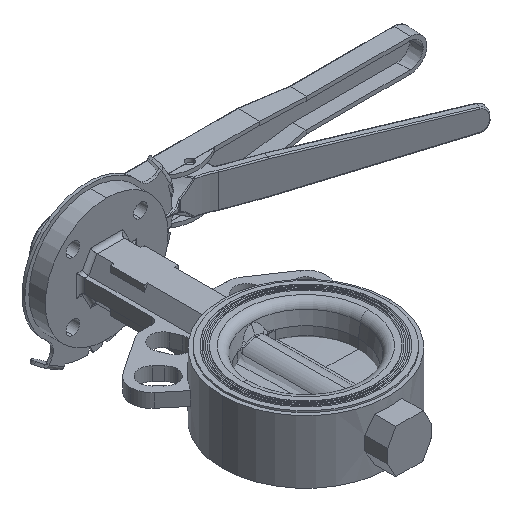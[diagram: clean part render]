
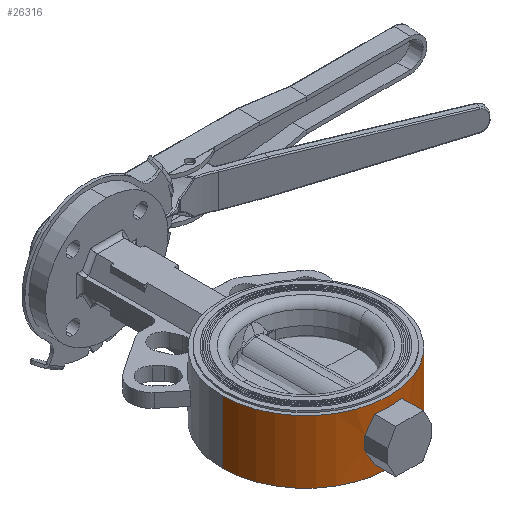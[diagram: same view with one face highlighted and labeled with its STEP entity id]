
A CAD part, isometric view. The second image highlights one B-rep face of the part: STEP entity #26316.
In plain terms, the highlighted cylindrical face has radius 61.25 mm (diameter 122.5 mm), a partial arc.
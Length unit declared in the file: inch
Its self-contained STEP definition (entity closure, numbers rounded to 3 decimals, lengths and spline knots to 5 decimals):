
#261 = ORIENTED_EDGE ( 'NONE', *, *, #11844, .F. ) ;
#601 = CARTESIAN_POINT ( 'NONE',  ( 2.69543, 0.3848, 3.3972 ) ) ;
#954 = DIRECTION ( 'NONE',  ( -1., 0., 0. ) ) ;
#1128 = VERTEX_POINT ( 'NONE', #14300 ) ;
#1377 = EDGE_CURVE ( 'NONE', #6077, #1128, #17571, .T. ) ;
#1584 = EDGE_CURVE ( 'NONE', #12987, #25607, #31751, .T. ) ;
#2628 = AXIS2_PLACEMENT_3D ( 'NONE', #3489, #11083, #954 ) ;
#3041 = CARTESIAN_POINT ( 'NONE',  ( 2.53878, 0.3466, 3.6844 ) ) ;
#3373 = DIRECTION ( 'NONE',  ( 0., 0., -1. ) ) ;
#3489 = CARTESIAN_POINT ( 'NONE',  ( 2.06551, 2.71249, 4.02712 ) ) ;
#3812 = CARTESIAN_POINT ( 'NONE',  ( 2.45921, 0.33343, 2.57043 ) ) ;
#3833 = EDGE_CURVE ( 'NONE', #13384, #1128, #5844, .T. ) ;
#3992 = CARTESIAN_POINT ( 'NONE',  ( 1.43559, 0.3848, 3.0035 ) ) ;
#4308 = DIRECTION ( 'NONE',  ( -1., 0., 0. ) ) ;
#4766 = VERTEX_POINT ( 'NONE', #18082 ) ;
#4813 = ORIENTED_EDGE ( 'NONE', *, *, #31095, .T. ) ;
#5594 = LINE ( 'NONE', #26566, #7473 ) ;
#5646 = CARTESIAN_POINT ( 'NONE',  ( 1.43559, 0.3848, 3.0035 ) ) ;
#5844 = LINE ( 'NONE', #24101, #24495 ) ;
#6077 = VERTEX_POINT ( 'NONE', #19426 ) ;
#7473 = VECTOR ( 'NONE', #24014, 39.37008 ) ;
#7770 = CARTESIAN_POINT ( 'NONE',  ( 1.43559, 0.3848, 3.3972 ) ) ;
#8113 = CARTESIAN_POINT ( 'NONE',  ( 1.51344, 0.36374, 3.53992 ) ) ;
#8651 = EDGE_CURVE ( 'NONE', #19607, #28711, #29370, .T. ) ;
#8810 = DIRECTION ( 'NONE',  ( 1., 0., 0. ) ) ;
#8837 = EDGE_CURVE ( 'NONE', #16969, #29792, #27027, .T. ) ;
#8876 = CARTESIAN_POINT ( 'NONE',  ( 2.53878, 0.3466, 2.7163 ) ) ;
#9033 = DIRECTION ( 'NONE',  ( 0., 0., -1. ) ) ;
#9519 = CARTESIAN_POINT ( 'NONE',  ( 2.06551, 2.71249, 4.10712 ) ) ;
#9930 = FACE_OUTER_BOUND ( 'NONE', #24488, .T. ) ;
#10298 = DIRECTION ( 'NONE',  ( -1., 0., 0. ) ) ;
#10730 = LINE ( 'NONE', #31424, #32226 ) ;
#10753 = EDGE_CURVE ( 'NONE', #28026, #19607, #18541, .T. ) ;
#10834 = CARTESIAN_POINT ( 'NONE',  ( 1.67181, 0.33343, 2.57043 ) ) ;
#11083 = DIRECTION ( 'NONE',  ( 0., 0., -1. ) ) ;
#11844 = EDGE_CURVE ( 'NONE', #14124, #6077, #5594, .T. ) ;
#11886 = CARTESIAN_POINT ( 'NONE',  ( 2.61758, 0.36374, 2.86078 ) ) ;
#11895 = CARTESIAN_POINT ( 'NONE',  ( 2.45921, 0.33343, 2.57043 ) ) ;
#12841 = CIRCLE ( 'NONE', #25302, 2.41142 ) ;
#12987 = VERTEX_POINT ( 'NONE', #20618 ) ;
#13096 = ORIENTED_EDGE ( 'NONE', *, *, #1584, .T. ) ;
#13384 = VERTEX_POINT ( 'NONE', #33018 ) ;
#13555 = CARTESIAN_POINT ( 'NONE',  ( 1.51344, 0.36374, 2.86078 ) ) ;
#14124 = VERTEX_POINT ( 'NONE', #19895 ) ;
#14300 = CARTESIAN_POINT ( 'NONE',  ( -0.34591, 2.71249, 2.29358 ) ) ;
#15264 = EDGE_CURVE ( 'NONE', #25607, #16969, #10730, .T. ) ;
#15677 = CYLINDRICAL_SURFACE ( 'NONE', #2628, 2.41142 ) ;
#15898 = AXIS2_PLACEMENT_3D ( 'NONE', #24023, #3373, #10298 ) ;
#16647 = EDGE_CURVE ( 'NONE', #29792, #4766, #12841, .T. ) ;
#16969 = VERTEX_POINT ( 'NONE', #26475 ) ;
#17092 = CARTESIAN_POINT ( 'NONE',  ( 2.69543, 0.3848, 3.0035 ) ) ;
#17136 = ORIENTED_EDGE ( 'NONE', *, *, #29988, .T. ) ;
#17571 = CIRCLE ( 'NONE', #25662, 2.41142 ) ;
#18082 = CARTESIAN_POINT ( 'NONE',  ( 2.45921, 0.33343, 3.83027 ) ) ;
#18541 = LINE ( 'NONE', #601, #19042 ) ;
#19010 = ORIENTED_EDGE ( 'NONE', *, *, #8837, .T. ) ;
#19042 = VECTOR ( 'NONE', #23460, 39.37008 ) ;
#19426 = CARTESIAN_POINT ( 'NONE',  ( 4.47693, 2.71249, 2.29358 ) ) ;
#19538 = CARTESIAN_POINT ( 'NONE',  ( 2.69543, 0.3848, 3.0035 ) ) ;
#19607 = VERTEX_POINT ( 'NONE', #17092 ) ;
#19895 = CARTESIAN_POINT ( 'NONE',  ( 4.47693, 2.71249, 4.10712 ) ) ;
#20455 = CARTESIAN_POINT ( 'NONE',  ( 1.59224, 0.3466, 3.6844 ) ) ;
#20618 = CARTESIAN_POINT ( 'NONE',  ( 1.67181, 0.33343, 2.57043 ) ) ;
#20641 = EDGE_LOOP ( 'NONE', ( #13096, #26739, #19010, #25363, #17136, #24524, #29564, #4813 ) ) ;
#21667 = CARTESIAN_POINT ( 'NONE',  ( 2.06551, 2.71249, 3.83027 ) ) ;
#22065 =( BOUNDED_CURVE ( )  B_SPLINE_CURVE ( 3, ( #31826, #3041, #31331, #26087 ),
 .UNSPECIFIED., .F., .F. ) 
 B_SPLINE_CURVE_WITH_KNOTS ( ( 4, 4 ),
 ( 4.87639, 4.97668 ),
 .UNSPECIFIED. ) 
 CURVE ( )  GEOMETRIC_REPRESENTATION_ITEM ( )  RATIONAL_B_SPLINE_CURVE ( ( 1., 0.999, 0.999, 1. ) ) 
 REPRESENTATION_ITEM ( '' )  );
#22705 = EDGE_CURVE ( 'NONE', #13384, #14124, #30603, .T. ) ;
#23163 = CARTESIAN_POINT ( 'NONE',  ( 1.67181, 0.33343, 3.83027 ) ) ;
#23460 = DIRECTION ( 'NONE',  ( 0., 0., -1. ) ) ;
#24014 = DIRECTION ( 'NONE',  ( 0., 0., -1. ) ) ;
#24023 = CARTESIAN_POINT ( 'NONE',  ( 2.06551, 2.71249, 2.57043 ) ) ;
#24101 = CARTESIAN_POINT ( 'NONE',  ( -0.34591, 2.71249, 4.02712 ) ) ;
#24286 = ORIENTED_EDGE ( 'NONE', *, *, #22705, .F. ) ;
#24488 = EDGE_LOOP ( 'NONE', ( #261, #24286, #33386, #29436 ) ) ;
#24495 = VECTOR ( 'NONE', #31392, 39.37008 ) ;
#24524 = ORIENTED_EDGE ( 'NONE', *, *, #10753, .T. ) ;
#25302 = AXIS2_PLACEMENT_3D ( 'NONE', #21667, #31992, #8810 ) ;
#25363 = ORIENTED_EDGE ( 'NONE', *, *, #16647, .T. ) ;
#25607 = VERTEX_POINT ( 'NONE', #3992 ) ;
#25662 = AXIS2_PLACEMENT_3D ( 'NONE', #32214, #9033, #4308 ) ;
#25702 = AXIS2_PLACEMENT_3D ( 'NONE', #9519, #30195, #27308 ) ;
#26087 = CARTESIAN_POINT ( 'NONE',  ( 2.69543, 0.3848, 3.3972 ) ) ;
#26316 = ADVANCED_FACE ( 'NONE', ( #9930, #28559 ), #15677, .T. ) ;
#26475 = CARTESIAN_POINT ( 'NONE',  ( 1.43559, 0.3848, 3.3972 ) ) ;
#26566 = CARTESIAN_POINT ( 'NONE',  ( 4.47693, 2.71249, 4.02712 ) ) ;
#26739 = ORIENTED_EDGE ( 'NONE', *, *, #15264, .T. ) ;
#26971 = CARTESIAN_POINT ( 'NONE',  ( 1.59224, 0.3466, 2.7163 ) ) ;
#27027 =( BOUNDED_CURVE ( )  B_SPLINE_CURVE ( 3, ( #7770, #8113, #20455, #23163 ),
 .UNSPECIFIED., .F., .F. ) 
 B_SPLINE_CURVE_WITH_KNOTS ( ( 4, 4 ),
 ( 1.30651, 1.4068 ),
 .UNSPECIFIED. ) 
 CURVE ( )  GEOMETRIC_REPRESENTATION_ITEM ( )  RATIONAL_B_SPLINE_CURVE ( ( 1., 0.999, 0.999, 1. ) ) 
 REPRESENTATION_ITEM ( '' )  );
#27308 = DIRECTION ( 'NONE',  ( 1., 0., 0. ) ) ;
#27618 = CARTESIAN_POINT ( 'NONE',  ( 2.69543, 0.3848, 3.3972 ) ) ;
#27622 = CARTESIAN_POINT ( 'NONE',  ( 1.67181, 0.33343, 3.83027 ) ) ;
#28026 = VERTEX_POINT ( 'NONE', #27618 ) ;
#28559 = FACE_BOUND ( 'NONE', #20641, .T. ) ;
#28695 = DIRECTION ( 'NONE',  ( 0., 0., 1. ) ) ;
#28711 = VERTEX_POINT ( 'NONE', #11895 ) ;
#29370 =( BOUNDED_CURVE ( )  B_SPLINE_CURVE ( 3, ( #19538, #11886, #8876, #3812 ),
 .UNSPECIFIED., .F., .F. ) 
 B_SPLINE_CURVE_WITH_KNOTS ( ( 4, 4 ),
 ( 4.4481, 4.54839 ),
 .UNSPECIFIED. ) 
 CURVE ( )  GEOMETRIC_REPRESENTATION_ITEM ( )  RATIONAL_B_SPLINE_CURVE ( ( 1., 0.999, 0.999, 1. ) ) 
 REPRESENTATION_ITEM ( '' )  );
#29436 = ORIENTED_EDGE ( 'NONE', *, *, #1377, .F. ) ;
#29564 = ORIENTED_EDGE ( 'NONE', *, *, #8651, .T. ) ;
#29792 = VERTEX_POINT ( 'NONE', #27622 ) ;
#29988 = EDGE_CURVE ( 'NONE', #4766, #28026, #22065, .T. ) ;
#30195 = DIRECTION ( 'NONE',  ( 0., 0., 1. ) ) ;
#30603 = CIRCLE ( 'NONE', #25702, 2.41142 ) ;
#31095 = EDGE_CURVE ( 'NONE', #28711, #12987, #33220, .T. ) ;
#31331 = CARTESIAN_POINT ( 'NONE',  ( 2.61758, 0.36374, 3.53992 ) ) ;
#31392 = DIRECTION ( 'NONE',  ( 0., 0., -1. ) ) ;
#31424 = CARTESIAN_POINT ( 'NONE',  ( 1.43559, 0.3848, 3.0035 ) ) ;
#31751 =( BOUNDED_CURVE ( )  B_SPLINE_CURVE ( 3, ( #10834, #26971, #13555, #5646 ),
 .UNSPECIFIED., .F., .T. ) 
 B_SPLINE_CURVE_WITH_KNOTS ( ( 4, 4 ),
 ( 1.7348, 1.83509 ),
 .UNSPECIFIED. ) 
 CURVE ( )  GEOMETRIC_REPRESENTATION_ITEM ( )  RATIONAL_B_SPLINE_CURVE ( ( 1., 0.999, 0.999, 1. ) ) 
 REPRESENTATION_ITEM ( '' )  );
#31826 = CARTESIAN_POINT ( 'NONE',  ( 2.45921, 0.33343, 3.83027 ) ) ;
#31992 = DIRECTION ( 'NONE',  ( 0., 0., 1. ) ) ;
#32214 = CARTESIAN_POINT ( 'NONE',  ( 2.06551, 2.71249, 2.29358 ) ) ;
#32226 = VECTOR ( 'NONE', #28695, 39.37008 ) ;
#33018 = CARTESIAN_POINT ( 'NONE',  ( -0.34591, 2.71249, 4.10712 ) ) ;
#33220 = CIRCLE ( 'NONE', #15898, 2.41142 ) ;
#33386 = ORIENTED_EDGE ( 'NONE', *, *, #3833, .T. ) ;
